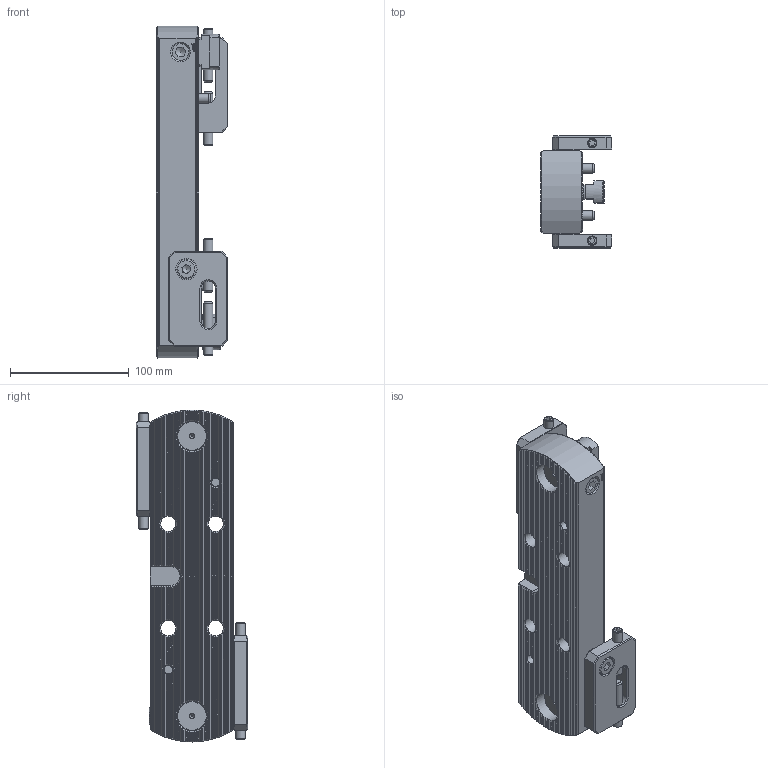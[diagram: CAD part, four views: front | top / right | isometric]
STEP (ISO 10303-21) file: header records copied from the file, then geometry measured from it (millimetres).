
FILE_DESCRIPTION (( 'STEP AP214' ), '1' );
FILE_NAME ('Ko1.VK1.280.035.STEP', '2020-08-13T15:33:48', ( '' ), ( '' ), 'SwSTEP 2.0', 'SolidWorks 2017', '' );
FILE_SCHEMA (( 'AUTOMOTIVE_DESIGN' ));
Length unit declared in the file: millimetre
Products named in the file (14): Ko1.VK1.280.035; VK1-ER3.001.028_A; VK1-ER2.201.010_A_gespannt; VK1-ER2.001.044_A; ISO 8734 - 6 x 12; VK1-ER7.001.012_mit langer Schraube; VK1-ER2.201.010_A_vorgespannt; VK1-ER2.101.010_A; Ko1-VK1.280.035_D; ISO 4766 - M6x12_ISO 4766 - M6 x 10; ISO 4026 - M8 x 45; DIN 7984 - M10 x 16; VK1-ER7.001.012_B; VK1-ER1.001.030_A
Assembly tree (21 placements, depth 3):
  Ko1.VK1.280.035
    Ko1-VK1.280.035_D
    VK1-ER1.001.030_A  x2
    VK1-ER2.001.044_A  x2
    VK1-ER2.101.010_A  x2
    VK1-ER2.201.010_A_gespannt
    VK1-ER2.201.010_A_vorgespannt
    VK1-ER7.001.012_mit langer Schraube  x2
      VK1-ER7.001.012_B
      ISO 8734 - 6 x 12
      ISO 4026 - M8 x 45
      DIN 7984 - M10 x 16
      ISO 4766 - M6x12_ISO 4766 - M6 x 10
    VK1-ER3.001.028_A  x2
Bounding box: 60.58 x 94 x 279.84 mm (x, y, z)
Volume: 716992.2 mm3; surface area: 152061.7 mm2
Topology: 27 solids, 27 shells, 1499 faces, 4151 edges, 2716 vertices
Faces by surface type: plane 975, cylinder 299, cone 119, bspline 90, torus 12, sphere 4
Full cylindrical faces by diameter (mm): 2 x4, 5 x4, 6 x12, 6.8 x6, 8 x8, 8.5 x2, 10 x2, 10.5 x2, 11 x2, 13 x4, 14 x2, 16 x4, 18 x2, 19 x4, 25 x4
Entity records: 55703 total; most frequent: CARTESIAN_POINT 23259, ORIENTED_EDGE 7106, DIRECTION 5066, EDGE_CURVE 3553, VERTEX_POINT 2389, AXIS2_PLACEMENT_3D 1834, B_SPLINE_CURVE_WITH_KNOTS 1515, EDGE_LOOP 1420
